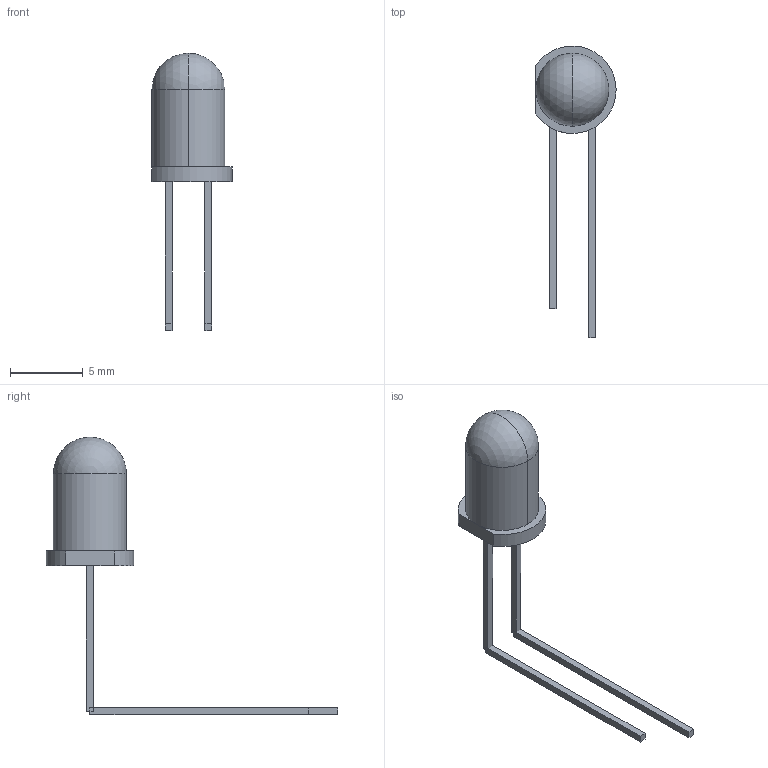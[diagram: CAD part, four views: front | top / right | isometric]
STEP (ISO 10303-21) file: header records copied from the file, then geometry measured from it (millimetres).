
FILE_DESCRIPTION(('FreeCAD Model'),'2;1');
FILE_NAME('Open CASCADE Shape Model','2023-04-15T16:12:30',('Author'),( ''),'Open CASCADE STEP processor 7.5','FreeCAD','Unknown');
FILE_SCHEMA(('AUTOMOTIVE_DESIGN { 1 0 10303 214 1 1 1 1 }'));
Length unit declared in the file: millimetre
Products named in the file (1): Compound001
Bounding box: 5.5 x 20 x 19.04 mm (x, y, z)
Volume: 175.9 mm3; surface area: 329.2 mm2
Topology: 5 solids, 5 shells, 57 faces, 134 edges, 88 vertices
Faces by surface type: plane 48, cylinder 5, sphere 4
Entity records: 3567 total; most frequent: CARTESIAN_POINT 770, DIRECTION 517, LINE 356, VECTOR 356, ORIENTED_EDGE 264, PCURVE 264, DEFINITIONAL_REPRESENTATION 264, EDGE_CURVE 132
